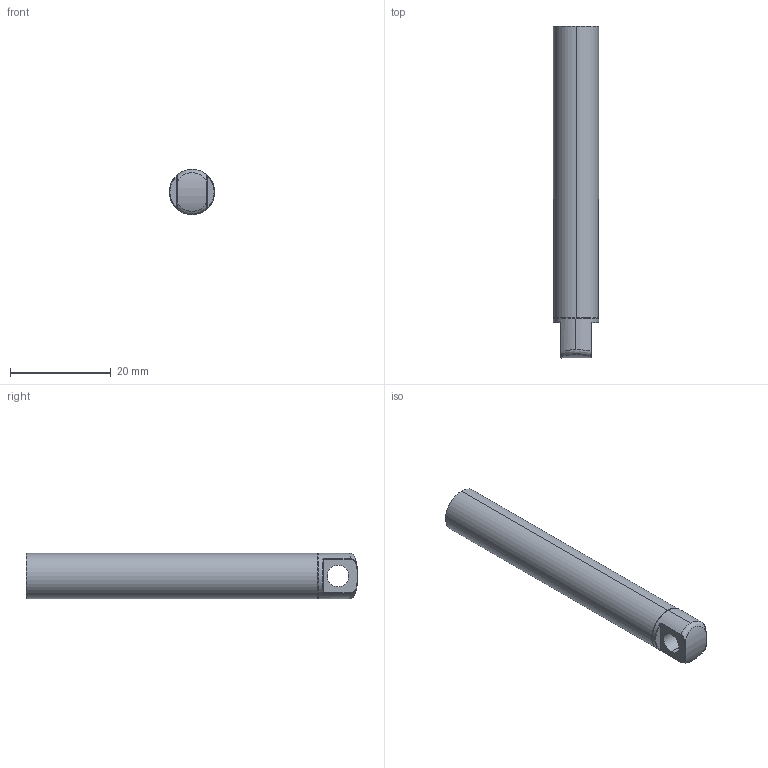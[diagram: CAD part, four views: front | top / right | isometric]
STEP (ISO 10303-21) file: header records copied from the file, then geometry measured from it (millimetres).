
FILE_DESCRIPTION (( 'STEP AP203' ), '1' );
FILE_NAME ('am-3514 am-3515 50mm Linear Actuator Shaft.STEP', '2025-03-28T15:13:37', ( '' ), ( '' ), 'SwSTEP 2.0', 'SolidWorks 2025', '' );
FILE_SCHEMA (( 'CONFIG_CONTROL_DESIGN' ));
Length unit declared in the file: inch
Products named in the file (3): am-3514 am-3515 50mm Linear Actuators Extended and Retracted(2); l16_50mm_out; am-3514 am-3515 50mm Linear Actuator Shaft
Assembly tree (2 placements, depth 3):
  am-3514 am-3515 50mm Linear Actuator Shaft
    am-3514 am-3515 50mm Linear Actuators Extended and Retracted(2)
      l16_50mm_out
Bounding box: 9 x 65.98 x 9 mm (x, y, z)
Volume: 1902.5 mm3; surface area: 3535.1 mm2
Topology: 2 solids, 2 shells, 56 faces, 138 edges, 88 vertices
Faces by surface type: bspline 20, cylinder 19, plane 9, cone 8
Entity records: 3112 total; most frequent: CARTESIAN_POINT 1629, ORIENTED_EDGE 276, DIRECTION 222, EDGE_CURVE 138, AXIS2_PLACEMENT_3D 95, VERTEX_POINT 88, EDGE_LOOP 62, ADVANCED_FACE 56
